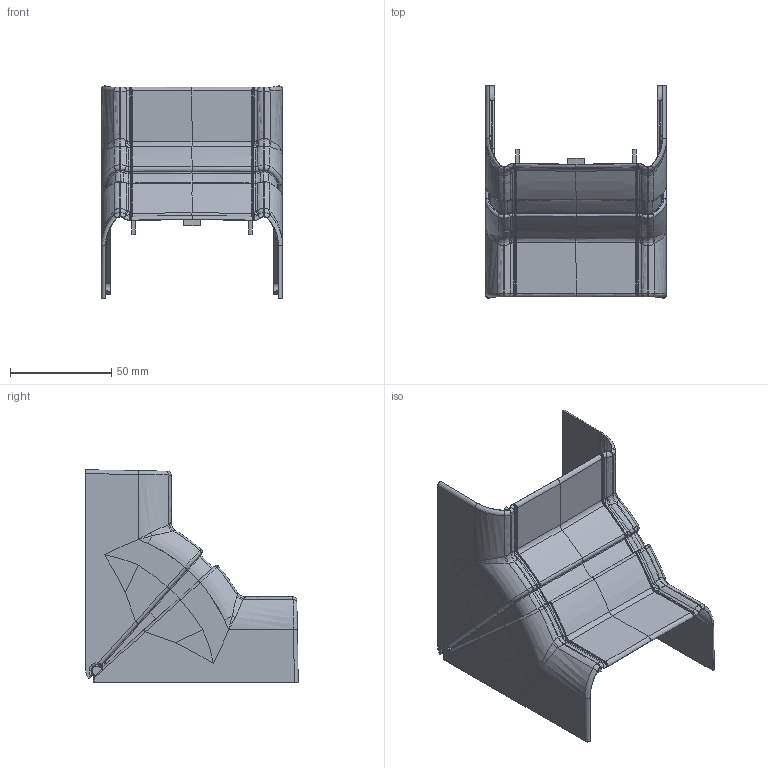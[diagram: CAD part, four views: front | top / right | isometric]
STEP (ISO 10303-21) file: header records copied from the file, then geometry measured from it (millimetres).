
FILE_DESCRIPTION (( 'STEP AP214' ), '1' );
FILE_NAME ('ÀÃÈÅ 010.04.000 ÑÁ_Âíóòðåííèé èçìåíÿåìûé óãîë äëÿ Ê.Ê.Ïðàéìåð 80õ40.STEP', '2016-07-19T08:04:02', ( '' ), ( '' ), 'SwSTEP 2.0', 'SolidWorks 2014', '' );
FILE_SCHEMA (( 'AUTOMOTIVE_DESIGN' ));
Length unit declared in the file: millimetre
Products named in the file (1): ÀÃÈÅ 010.04.000 ÑÁ_Âíóòðåííèé èçìåíÿåìûé óãîë äëÿ Ê.Ê.Ïðàéìåð 80õ40
Bounding box: 89.39 x 104.97 x 104.97 mm (x, y, z)
Volume: 49135.3 mm3; surface area: 51520.9 mm2
Topology: 2 solids, 2 shells, 861 faces, 2060 edges, 1201 vertices
Faces by surface type: bspline 568, cylinder 147, plane 122, cone 24
Entity records: 77644 total; most frequent: CARTESIAN_POINT 62817, ORIENTED_EDGE 4108, EDGE_CURVE 2054, B_SPLINE_CURVE_WITH_KNOTS 1507, DIRECTION 1206, VERTEX_POINT 1201, EDGE_LOOP 865, ADVANCED_FACE 861
